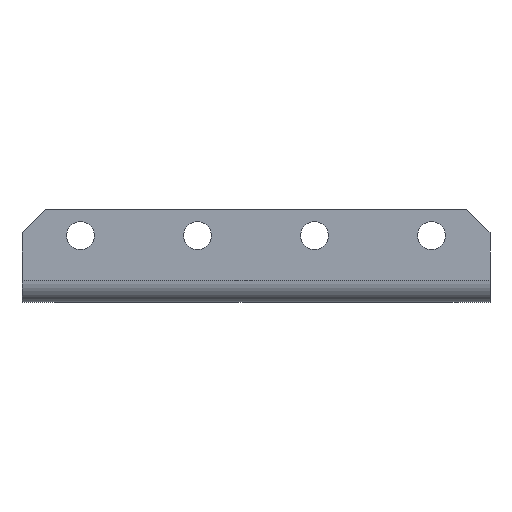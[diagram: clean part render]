
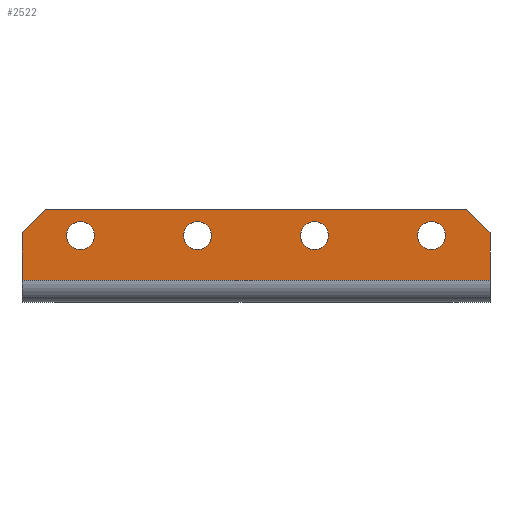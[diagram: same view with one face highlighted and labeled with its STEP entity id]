
A CAD part, front view. The second image highlights one B-rep face of the part: STEP entity #2522.
In plain terms, the highlighted planar face has unit normal (0, -1, 0).
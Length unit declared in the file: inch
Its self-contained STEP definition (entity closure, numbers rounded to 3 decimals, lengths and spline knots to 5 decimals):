
#12 = CARTESIAN_POINT ( 'NONE',  ( 2.20472, 0., 0.35984 ) ) ;
#40 = FACE_BOUND ( 'NONE', #3102, .T. ) ;
#41 = CARTESIAN_POINT ( 'NONE',  ( 1.38484, 0., 0.5 ) ) ;
#46 = AXIS2_PLACEMENT_3D ( 'NONE', #1186, #1742, #634 ) ;
#91 = DIRECTION ( 'NONE',  ( 0., 0., -1. ) ) ;
#93 = LINE ( 'NONE', #2137, #1216 ) ;
#101 = CARTESIAN_POINT ( 'NONE',  ( 2.83465, 0., 0.35984 ) ) ;
#162 = EDGE_LOOP ( 'NONE', ( #1854, #2462 ) ) ;
#206 = AXIS2_PLACEMENT_3D ( 'NONE', #12, #2252, #3072 ) ;
#213 = FACE_BOUND ( 'NONE', #3330, .T. ) ;
#226 = CIRCLE ( 'NONE', #3257, 0.075 ) ;
#229 = CIRCLE ( 'NONE', #1833, 0.075 ) ;
#262 = LINE ( 'NONE', #2436, #683 ) ;
#274 = CARTESIAN_POINT ( 'NONE',  ( 1.25984, 0., 0.375 ) ) ;
#297 = CIRCLE ( 'NONE', #3191, 0.075 ) ;
#310 = EDGE_CURVE ( 'NONE', #2587, #2184, #226, .T. ) ;
#333 = VERTEX_POINT ( 'NONE', #2201 ) ;
#382 = EDGE_CURVE ( 'NONE', #3462, #1422, #1784, .T. ) ;
#522 = ORIENTED_EDGE ( 'NONE', *, *, #2819, .F. ) ;
#619 = CIRCLE ( 'NONE', #2428, 0.075 ) ;
#634 = DIRECTION ( 'NONE',  ( 0., 0., -1. ) ) ;
#662 = ORIENTED_EDGE ( 'NONE', *, *, #918, .T. ) ;
#674 = ORIENTED_EDGE ( 'NONE', *, *, #1178, .F. ) ;
#683 = VECTOR ( 'NONE', #1537, 39.37008 ) ;
#697 = ORIENTED_EDGE ( 'NONE', *, *, #2986, .F. ) ;
#747 = VECTOR ( 'NONE', #2959, 39.37008 ) ;
#748 = PLANE ( 'NONE',  #860 ) ;
#758 = CARTESIAN_POINT ( 'NONE',  ( 3.46457, 0., 0.35984 ) ) ;
#770 = CARTESIAN_POINT ( 'NONE',  ( 3.46457, 0., 0.43484 ) ) ;
#775 = LINE ( 'NONE', #3081, #2263 ) ;
#787 = EDGE_CURVE ( 'NONE', #2405, #2044, #93, .T. ) ;
#796 = DIRECTION ( 'NONE',  ( 0., -1., 0. ) ) ;
#860 = AXIS2_PLACEMENT_3D ( 'NONE', #1567, #2955, #2724 ) ;
#861 = FACE_BOUND ( 'NONE', #1409, .T. ) ;
#885 = DIRECTION ( 'NONE',  ( 0., 0., -1. ) ) ;
#887 = ORIENTED_EDGE ( 'NONE', *, *, #1775, .F. ) ;
#892 = ORIENTED_EDGE ( 'NONE', *, *, #3226, .F. ) ;
#918 = EDGE_CURVE ( 'NONE', #1928, #2768, #2919, .T. ) ;
#938 = DIRECTION ( 'NONE',  ( 0., -1., 0. ) ) ;
#1013 = VECTOR ( 'NONE', #2934, 39.37008 ) ;
#1084 = DIRECTION ( 'NONE',  ( -1., 0., 0. ) ) ;
#1095 = CIRCLE ( 'NONE', #3577, 0.075 ) ;
#1109 = VERTEX_POINT ( 'NONE', #2790 ) ;
#1124 = EDGE_CURVE ( 'NONE', #1654, #2768, #775, .T. ) ;
#1178 = EDGE_CURVE ( 'NONE', #1279, #3458, #1912, .T. ) ;
#1186 = CARTESIAN_POINT ( 'NONE',  ( 1.5748, 0., 0.35984 ) ) ;
#1216 = VECTOR ( 'NONE', #1839, 39.37008 ) ;
#1279 = VERTEX_POINT ( 'NONE', #1835 ) ;
#1329 = CARTESIAN_POINT ( 'NONE',  ( 1.25984, 0., 0.119 ) ) ;
#1378 = FACE_BOUND ( 'NONE', #162, .T. ) ;
#1409 = EDGE_LOOP ( 'NONE', ( #2853, #887 ) ) ;
#1422 = VERTEX_POINT ( 'NONE', #3289 ) ;
#1423 = CARTESIAN_POINT ( 'NONE',  ( 2.83465, 0., 0.35984 ) ) ;
#1492 = CARTESIAN_POINT ( 'NONE',  ( 2.20472, 0., 0.35984 ) ) ;
#1536 = DIRECTION ( 'NONE',  ( 0., -1., 0. ) ) ;
#1537 = DIRECTION ( 'NONE',  ( 0., 0., -1. ) ) ;
#1567 = CARTESIAN_POINT ( 'NONE',  ( 5.03937, 0., 0. ) ) ;
#1634 = DIRECTION ( 'NONE',  ( 0., 0., -1. ) ) ;
#1654 = VERTEX_POINT ( 'NONE', #274 ) ;
#1742 = DIRECTION ( 'NONE',  ( 0., -1., 0. ) ) ;
#1768 = EDGE_CURVE ( 'NONE', #1109, #2405, #262, .T. ) ;
#1775 = EDGE_CURVE ( 'NONE', #1422, #3462, #297, .T. ) ;
#1784 = CIRCLE ( 'NONE', #206, 0.075 ) ;
#1786 = CARTESIAN_POINT ( 'NONE',  ( 2.83465, 0., 0.28484 ) ) ;
#1833 = AXIS2_PLACEMENT_3D ( 'NONE', #1423, #2807, #3077 ) ;
#1835 = CARTESIAN_POINT ( 'NONE',  ( 1.5748, 0., 0.28484 ) ) ;
#1839 = DIRECTION ( 'NONE',  ( -1., 0., 0. ) ) ;
#1854 = ORIENTED_EDGE ( 'NONE', *, *, #2896, .F. ) ;
#1855 = ORIENTED_EDGE ( 'NONE', *, *, #787, .F. ) ;
#1904 = CARTESIAN_POINT ( 'NONE',  ( 5.03937, 0., 0.5 ) ) ;
#1912 = CIRCLE ( 'NONE', #46, 0.075 ) ;
#1928 = VERTEX_POINT ( 'NONE', #2960 ) ;
#2002 = CARTESIAN_POINT ( 'NONE',  ( 1.5748, 0., 0.35984 ) ) ;
#2044 = VERTEX_POINT ( 'NONE', #1329 ) ;
#2061 = ORIENTED_EDGE ( 'NONE', *, *, #3364, .F. ) ;
#2095 = CARTESIAN_POINT ( 'NONE',  ( 3.46457, 0., 0.35984 ) ) ;
#2096 = ORIENTED_EDGE ( 'NONE', *, *, #2847, .F. ) ;
#2137 = CARTESIAN_POINT ( 'NONE',  ( 5.03937, 0., 0.119 ) ) ;
#2184 = VERTEX_POINT ( 'NONE', #2556 ) ;
#2200 = EDGE_LOOP ( 'NONE', ( #662, #2552, #2096, #1855, #2598, #697 ) ) ;
#2201 = CARTESIAN_POINT ( 'NONE',  ( 2.83465, 0., 0.43484 ) ) ;
#2252 = DIRECTION ( 'NONE',  ( 0., -1., 0. ) ) ;
#2263 = VECTOR ( 'NONE', #2346, 39.37008 ) ;
#2325 = LINE ( 'NONE', #3004, #747 ) ;
#2346 = DIRECTION ( 'NONE',  ( 0.707, 0., 0.707 ) ) ;
#2397 = CARTESIAN_POINT ( 'NONE',  ( 2.20472, 0., 0.28484 ) ) ;
#2405 = VERTEX_POINT ( 'NONE', #3487 ) ;
#2428 = AXIS2_PLACEMENT_3D ( 'NONE', #2002, #2803, #885 ) ;
#2436 = CARTESIAN_POINT ( 'NONE',  ( 3.77953, 0., 0. ) ) ;
#2462 = ORIENTED_EDGE ( 'NONE', *, *, #310, .F. ) ;
#2522 = ADVANCED_FACE ( 'NONE', ( #861, #40, #1378, #213, #2946 ), #748, .F. ) ;
#2552 = ORIENTED_EDGE ( 'NONE', *, *, #1124, .F. ) ;
#2556 = CARTESIAN_POINT ( 'NONE',  ( 3.46457, 0., 0.28484 ) ) ;
#2587 = VERTEX_POINT ( 'NONE', #770 ) ;
#2593 = CIRCLE ( 'NONE', #2842, 0.075 ) ;
#2598 = ORIENTED_EDGE ( 'NONE', *, *, #1768, .F. ) ;
#2645 = CARTESIAN_POINT ( 'NONE',  ( 1.5748, 0., 0.43484 ) ) ;
#2724 = DIRECTION ( 'NONE',  ( 0., 0., -1. ) ) ;
#2758 = DIRECTION ( 'NONE',  ( 0., 0., -1. ) ) ;
#2768 = VERTEX_POINT ( 'NONE', #41 ) ;
#2790 = CARTESIAN_POINT ( 'NONE',  ( 3.77953, 0., 0.375 ) ) ;
#2803 = DIRECTION ( 'NONE',  ( 0., -1., 0. ) ) ;
#2807 = DIRECTION ( 'NONE',  ( 0., -1., 0. ) ) ;
#2819 = EDGE_CURVE ( 'NONE', #3458, #1279, #619, .T. ) ;
#2842 = AXIS2_PLACEMENT_3D ( 'NONE', #2095, #1536, #3478 ) ;
#2847 = EDGE_CURVE ( 'NONE', #2044, #1654, #3104, .T. ) ;
#2851 = VERTEX_POINT ( 'NONE', #1786 ) ;
#2853 = ORIENTED_EDGE ( 'NONE', *, *, #382, .F. ) ;
#2893 = DIRECTION ( 'NONE',  ( 0., -1., 0. ) ) ;
#2896 = EDGE_CURVE ( 'NONE', #2184, #2587, #2593, .T. ) ;
#2903 = CARTESIAN_POINT ( 'NONE',  ( 1.25984, 0., 0. ) ) ;
#2919 = LINE ( 'NONE', #1904, #3312 ) ;
#2934 = DIRECTION ( 'NONE',  ( 0., 0., 1. ) ) ;
#2946 = FACE_OUTER_BOUND ( 'NONE', #2200, .T. ) ;
#2955 = DIRECTION ( 'NONE',  ( 0., 1., 0. ) ) ;
#2959 = DIRECTION ( 'NONE',  ( 0.707, 0., -0.707 ) ) ;
#2960 = CARTESIAN_POINT ( 'NONE',  ( 3.65453, 0., 0.5 ) ) ;
#2986 = EDGE_CURVE ( 'NONE', #1928, #1109, #2325, .T. ) ;
#3004 = CARTESIAN_POINT ( 'NONE',  ( 4.59695, 0., -0.44242 ) ) ;
#3072 = DIRECTION ( 'NONE',  ( 0., 0., -1. ) ) ;
#3077 = DIRECTION ( 'NONE',  ( 0., 0., -1. ) ) ;
#3081 = CARTESIAN_POINT ( 'NONE',  ( 2.96211, 0., 2.07726 ) ) ;
#3102 = EDGE_LOOP ( 'NONE', ( #674, #522 ) ) ;
#3104 = LINE ( 'NONE', #2903, #1013 ) ;
#3191 = AXIS2_PLACEMENT_3D ( 'NONE', #1492, #2893, #1634 ) ;
#3226 = EDGE_CURVE ( 'NONE', #333, #2851, #229, .T. ) ;
#3257 = AXIS2_PLACEMENT_3D ( 'NONE', #758, #796, #2758 ) ;
#3289 = CARTESIAN_POINT ( 'NONE',  ( 2.20472, 0., 0.43484 ) ) ;
#3312 = VECTOR ( 'NONE', #1084, 39.37008 ) ;
#3330 = EDGE_LOOP ( 'NONE', ( #2061, #892 ) ) ;
#3364 = EDGE_CURVE ( 'NONE', #2851, #333, #1095, .T. ) ;
#3458 = VERTEX_POINT ( 'NONE', #2645 ) ;
#3462 = VERTEX_POINT ( 'NONE', #2397 ) ;
#3478 = DIRECTION ( 'NONE',  ( 0., 0., -1. ) ) ;
#3487 = CARTESIAN_POINT ( 'NONE',  ( 3.77953, 0., 0.119 ) ) ;
#3577 = AXIS2_PLACEMENT_3D ( 'NONE', #101, #938, #91 ) ;
